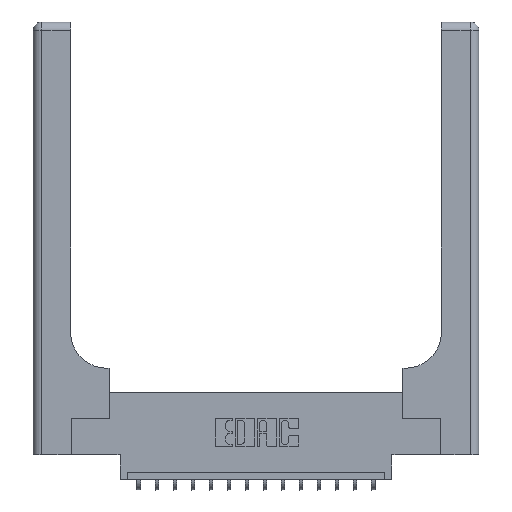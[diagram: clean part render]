
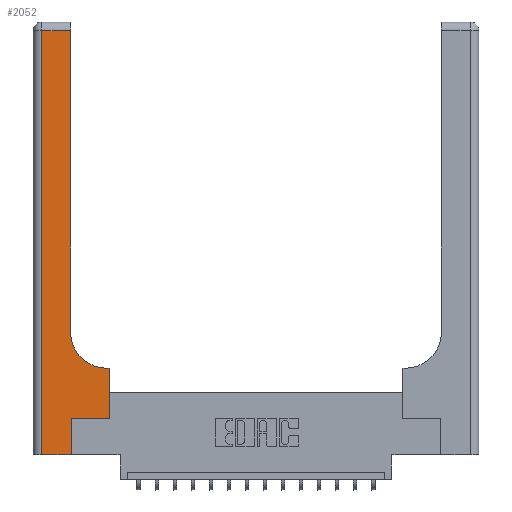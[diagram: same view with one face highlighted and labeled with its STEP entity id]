
A CAD part, top view. The second image highlights one B-rep face of the part: STEP entity #2052.
In plain terms, the highlighted planar face has unit normal (0, 0, 1).
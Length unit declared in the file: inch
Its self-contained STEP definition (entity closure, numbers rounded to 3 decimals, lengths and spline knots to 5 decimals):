
#324 = VERTEX_POINT ( 'NONE', #14977 ) ;
#945 = DIRECTION ( 'NONE',  ( -1., 0., 0. ) ) ;
#1029 = DIRECTION ( 'NONE',  ( 0., 0., -1. ) ) ;
#1172 = DIRECTION ( 'NONE',  ( -1., 0., 0. ) ) ;
#1277 = VECTOR ( 'NONE', #16782, 39.37008 ) ;
#1725 = FACE_OUTER_BOUND ( 'NONE', #16294, .T. ) ;
#1986 = VERTEX_POINT ( 'NONE', #9863 ) ;
#2005 = LINE ( 'NONE', #14760, #2782 ) ;
#2052 = ADVANCED_FACE ( 'NONE', ( #1725 ), #16210, .F. ) ;
#2782 = VECTOR ( 'NONE', #15879, 39.37008 ) ;
#2918 = VERTEX_POINT ( 'NONE', #3335 ) ;
#2927 = LINE ( 'NONE', #7019, #8860 ) ;
#3171 = EDGE_CURVE ( 'NONE', #2918, #13750, #8328, .T. ) ;
#3335 = CARTESIAN_POINT ( 'NONE',  ( 0.06, 2.94, 0.37 ) ) ;
#3537 = DIRECTION ( 'NONE',  ( 1., 0., 0. ) ) ;
#3900 = EDGE_CURVE ( 'NONE', #14320, #5156, #15882, .T. ) ;
#4055 = ORIENTED_EDGE ( 'NONE', *, *, #3171, .T. ) ;
#5156 = VERTEX_POINT ( 'NONE', #8284 ) ;
#5222 = CARTESIAN_POINT ( 'NONE',  ( 0.51, 0.85, 0.37 ) ) ;
#5272 = EDGE_CURVE ( 'NONE', #13750, #15374, #7265, .T. ) ;
#5277 = AXIS2_PLACEMENT_3D ( 'NONE', #5222, #1029, #3537 ) ;
#5377 = DIRECTION ( 'NONE',  ( 0., -1., 0. ) ) ;
#5404 = CARTESIAN_POINT ( 'NONE',  ( 0.265, 0., 0.37 ) ) ;
#5870 = CARTESIAN_POINT ( 'NONE',  ( 0., 0., 0.37 ) ) ;
#6060 = EDGE_CURVE ( 'NONE', #15217, #14320, #2927, .T. ) ;
#6428 = DIRECTION ( 'NONE',  ( 0., 0., -1. ) ) ;
#6786 = ORIENTED_EDGE ( 'NONE', *, *, #13283, .T. ) ;
#7019 = CARTESIAN_POINT ( 'NONE',  ( 0.26, 0.6, 0.37 ) ) ;
#7265 = LINE ( 'NONE', #5870, #15320 ) ;
#7496 = VECTOR ( 'NONE', #5377, 39.37008 ) ;
#7659 = ORIENTED_EDGE ( 'NONE', *, *, #16036, .T. ) ;
#7864 = ORIENTED_EDGE ( 'NONE', *, *, #13905, .T. ) ;
#7993 = CARTESIAN_POINT ( 'NONE',  ( 0., 3., 0.37 ) ) ;
#8284 = CARTESIAN_POINT ( 'NONE',  ( 0.26, 0.85, 0.37 ) ) ;
#8328 = LINE ( 'NONE', #18224, #7496 ) ;
#8334 = CARTESIAN_POINT ( 'NONE',  ( 0.528, 0.25, 0.37 ) ) ;
#8860 = VECTOR ( 'NONE', #1172, 39.37008 ) ;
#9281 = AXIS2_PLACEMENT_3D ( 'NONE', #7993, #6428, #945 ) ;
#9581 = LINE ( 'NONE', #18193, #1277 ) ;
#9624 = DIRECTION ( 'NONE',  ( 0., 1., 0. ) ) ;
#9846 = VERTEX_POINT ( 'NONE', #18227 ) ;
#9863 = CARTESIAN_POINT ( 'NONE',  ( 0.528, 0.25, 0.37 ) ) ;
#10247 = ORIENTED_EDGE ( 'NONE', *, *, #6060, .T. ) ;
#10488 = VECTOR ( 'NONE', #16425, 39.37008 ) ;
#10693 = CARTESIAN_POINT ( 'NONE',  ( 0.26, 3., 0.37 ) ) ;
#11075 = EDGE_CURVE ( 'NONE', #5156, #324, #16426, .T. ) ;
#11492 = ORIENTED_EDGE ( 'NONE', *, *, #3900, .T. ) ;
#11505 = CARTESIAN_POINT ( 'NONE',  ( 0.06, 0., 0.37 ) ) ;
#11950 = CARTESIAN_POINT ( 'NONE',  ( 0.528, 0.6, 0.37 ) ) ;
#12089 = CARTESIAN_POINT ( 'NONE',  ( 0.51, 0.6, 0.37 ) ) ;
#12357 = EDGE_CURVE ( 'NONE', #9846, #1986, #9581, .T. ) ;
#13283 = EDGE_CURVE ( 'NONE', #15374, #9846, #2005, .T. ) ;
#13750 = VERTEX_POINT ( 'NONE', #11505 ) ;
#13905 = EDGE_CURVE ( 'NONE', #1986, #15217, #15064, .T. ) ;
#14320 = VERTEX_POINT ( 'NONE', #12089 ) ;
#14549 = ORIENTED_EDGE ( 'NONE', *, *, #11075, .T. ) ;
#14621 = VECTOR ( 'NONE', #9624, 39.37008 ) ;
#14760 = CARTESIAN_POINT ( 'NONE',  ( 0.265, 0., 0.37 ) ) ;
#14977 = CARTESIAN_POINT ( 'NONE',  ( 0.26, 2.94, 0.37 ) ) ;
#15064 = LINE ( 'NONE', #8334, #14621 ) ;
#15217 = VERTEX_POINT ( 'NONE', #11950 ) ;
#15320 = VECTOR ( 'NONE', #17051, 39.37008 ) ;
#15374 = VERTEX_POINT ( 'NONE', #5404 ) ;
#15879 = DIRECTION ( 'NONE',  ( 0., 1., 0. ) ) ;
#15882 = CIRCLE ( 'NONE', #5277, 0.25 ) ;
#16036 = EDGE_CURVE ( 'NONE', #324, #2918, #17821, .T. ) ;
#16210 = PLANE ( 'NONE',  #9281 ) ;
#16294 = EDGE_LOOP ( 'NONE', ( #14549, #7659, #4055, #17144, #6786, #17458, #7864, #10247, #11492 ) ) ;
#16332 = DIRECTION ( 'NONE',  ( 0., 1., 0. ) ) ;
#16425 = DIRECTION ( 'NONE',  ( -1., 0., 0. ) ) ;
#16426 = LINE ( 'NONE', #10693, #16893 ) ;
#16597 = CARTESIAN_POINT ( 'NONE',  ( 0., 2.94, 0.37 ) ) ;
#16782 = DIRECTION ( 'NONE',  ( 1., 0., 0. ) ) ;
#16893 = VECTOR ( 'NONE', #16332, 39.37008 ) ;
#17051 = DIRECTION ( 'NONE',  ( 1., 0., 0. ) ) ;
#17144 = ORIENTED_EDGE ( 'NONE', *, *, #5272, .T. ) ;
#17458 = ORIENTED_EDGE ( 'NONE', *, *, #12357, .T. ) ;
#17821 = LINE ( 'NONE', #16597, #10488 ) ;
#18193 = CARTESIAN_POINT ( 'NONE',  ( 0.265, 0.25, 0.37 ) ) ;
#18224 = CARTESIAN_POINT ( 'NONE',  ( 0.06, 3., 0.37 ) ) ;
#18227 = CARTESIAN_POINT ( 'NONE',  ( 0.265, 0.25, 0.37 ) ) ;
